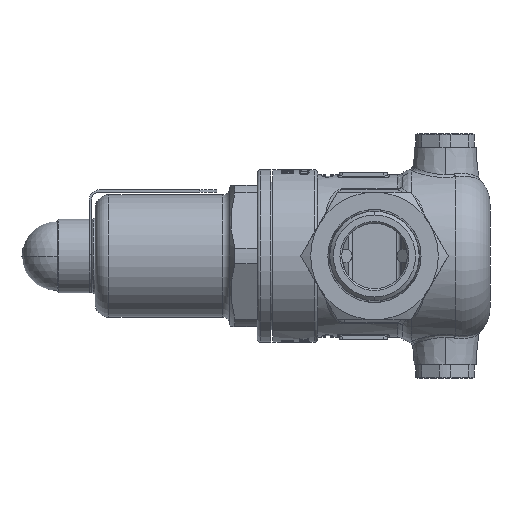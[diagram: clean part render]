
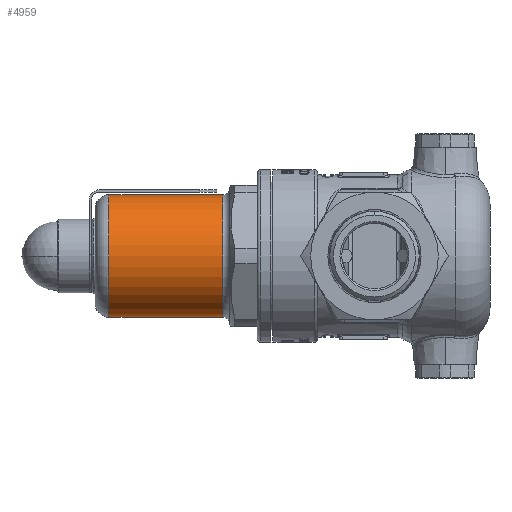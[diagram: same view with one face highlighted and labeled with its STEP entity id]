
A CAD part, left-side view. The second image highlights one B-rep face of the part: STEP entity #4959.
In plain terms, the highlighted cylindrical face has radius 17.75 mm (diameter 35.5 mm), a partial arc.
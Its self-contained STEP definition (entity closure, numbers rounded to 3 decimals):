
#1399 = CARTESIAN_POINT ( 'NONE',  ( 0., 44., 0. ) ) ;
#1400 = DIRECTION ( 'NONE',  ( 0., 1., 0. ) ) ;
#1401 = DIRECTION ( 'NONE',  ( 0., 0., 1. ) ) ;
#4959 = ADVANCED_FACE ( 'NONE', ( #24377 ), #24376, .T. ) ;
#7410 = ORIENTED_EDGE ( 'NONE', *, *, #20359, .F. ) ;
#7659 = ORIENTED_EDGE ( 'NONE', *, *, #26610, .T. ) ;
#8786 = EDGE_LOOP ( 'NONE', ( #7410, #7659, #11955, #12009 ) ) ;
#11955 = ORIENTED_EDGE ( 'NONE', *, *, #20341, .T. ) ;
#12009 = ORIENTED_EDGE ( 'NONE', *, *, #20105, .F. ) ;
#19559 = VERTEX_POINT ( 'NONE', #53599 ) ;
#19587 = VERTEX_POINT ( 'NONE', #53627 ) ;
#19598 = VERTEX_POINT ( 'NONE', #53638 ) ;
#19629 = VERTEX_POINT ( 'NONE', #53667 ) ;
#20105 = EDGE_CURVE ( 'NONE', #19559, #19629, #45467, .T. ) ;
#20341 = EDGE_CURVE ( 'NONE', #19598, #19629, #57013, .T. ) ;
#20359 = EDGE_CURVE ( 'NONE', #19587, #19559, #57081, .T. ) ;
#24376 = CYLINDRICAL_SURFACE ( 'NONE', #42189, 17.75 ) ;
#24377 = FACE_OUTER_BOUND ( 'NONE', #8786, .T. ) ;
#24378 = CARTESIAN_POINT ( 'NONE',  ( 0., 132.957, 0. ) ) ;
#24388 = DIRECTION ( 'NONE',  ( 0., 1., 0. ) ) ;
#24389 = DIRECTION ( 'NONE',  ( 0., 0., 1. ) ) ;
#26610 = EDGE_CURVE ( 'NONE', #19587, #19598, #51750, .T. ) ;
#42189 = AXIS2_PLACEMENT_3D ( 'NONE', #24378, #24388, #24389 ) ;
#45467 = CIRCLE ( 'NONE', #45529, 17.75 ) ;
#45529 = AXIS2_PLACEMENT_3D ( 'NONE', #55820, #55821, #55822 ) ;
#51750 = CIRCLE ( 'NONE', #51752, 17.75 ) ;
#51752 = AXIS2_PLACEMENT_3D ( 'NONE', #1399, #1400, #1401 ) ;
#52177 = VECTOR ( 'NONE', #57021, 1000. ) ;
#52195 = VECTOR ( 'NONE', #57086, 1000. ) ;
#53599 = CARTESIAN_POINT ( 'NONE',  ( 0., 77., -17.75 ) ) ;
#53627 = CARTESIAN_POINT ( 'NONE',  ( 0., 44., -17.75 ) ) ;
#53638 = CARTESIAN_POINT ( 'NONE',  ( 0., 44., 17.75 ) ) ;
#53667 = CARTESIAN_POINT ( 'NONE',  ( 0., 77., 17.75 ) ) ;
#55820 = CARTESIAN_POINT ( 'NONE',  ( 0., 77., 0. ) ) ;
#55821 = DIRECTION ( 'NONE',  ( 0., 1., 0. ) ) ;
#55822 = DIRECTION ( 'NONE',  ( 0., 0., 1. ) ) ;
#57013 = LINE ( 'NONE', #57014, #52177 ) ;
#57014 = CARTESIAN_POINT ( 'NONE',  ( 0., 132.957, 17.75 ) ) ;
#57021 = DIRECTION ( 'NONE',  ( 0., 1., 0. ) ) ;
#57077 = CARTESIAN_POINT ( 'NONE',  ( 0., 132.957, -17.75 ) ) ;
#57081 = LINE ( 'NONE', #57077, #52195 ) ;
#57086 = DIRECTION ( 'NONE',  ( 0., 1., 0. ) ) ;
